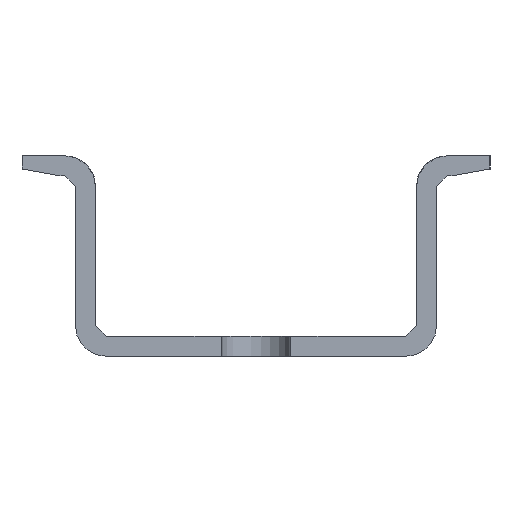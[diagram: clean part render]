
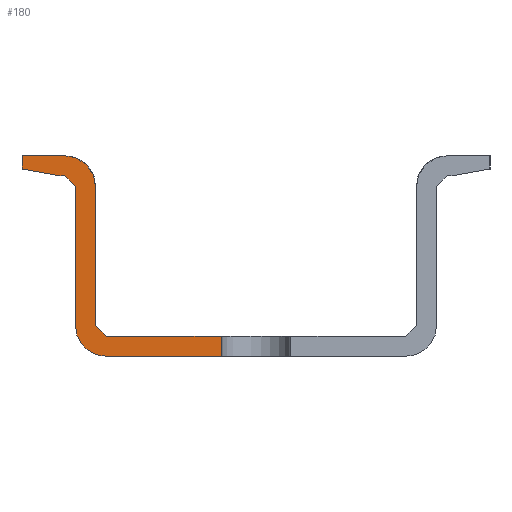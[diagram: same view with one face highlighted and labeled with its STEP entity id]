
A CAD part, left-side view. The second image highlights one B-rep face of the part: STEP entity #180.
In plain terms, the highlighted planar face has unit normal (-1, 0, 0).
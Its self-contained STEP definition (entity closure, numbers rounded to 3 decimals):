
#48=AXIS2_PLACEMENT_3D('Circle Axis2P3D',#46,#47,$) ;
#75=AXIS2_PLACEMENT_3D('Plane Axis2P3D',#72,#73,#74) ;
#41=CARTESIAN_POINT('Vertex',(0.,28.7,0.)) ;
#46=CARTESIAN_POINT('Axis2P3D Location',(0.,28.7,2.3)) ;
#50=CARTESIAN_POINT('Vertex',(0.,31.,2.3)) ;
#72=CARTESIAN_POINT('Axis2P3D Location',(0.,4.,0.)) ;
#77=CARTESIAN_POINT('Line Origine',(0.,17.5,1.5)) ;
#81=CARTESIAN_POINT('Vertex',(0.,20.1,1.5)) ;
#83=CARTESIAN_POINT('Vertex',(0.,28.7,1.5)) ;
#87=CARTESIAN_POINT('Control Point',(0.,28.7,1.5)) ;
#88=CARTESIAN_POINT('Control Point',(0.,29.014,1.5)) ;
#89=CARTESIAN_POINT('Control Point',(0.,29.332,1.668)) ;
#90=CARTESIAN_POINT('Control Point',(0.,29.5,1.986)) ;
#91=CARTESIAN_POINT('Control Point',(0.,29.5,2.3)) ;
#92=CARTESIAN_POINT('Vertex',(0.,29.5,2.3)) ;
#95=CARTESIAN_POINT('Line Origine',(0.,29.5,7.5)) ;
#99=CARTESIAN_POINT('Vertex',(0.,29.5,12.7)) ;
#103=CARTESIAN_POINT('Control Point',(0.,31.8,15.)) ;
#104=CARTESIAN_POINT('Control Point',(0.,31.077,15.)) ;
#105=CARTESIAN_POINT('Control Point',(0.,30.354,14.717)) ;
#106=CARTESIAN_POINT('Control Point',(0.,29.783,14.146)) ;
#107=CARTESIAN_POINT('Control Point',(0.,29.5,13.423)) ;
#108=CARTESIAN_POINT('Control Point',(0.,29.5,12.7)) ;
#109=CARTESIAN_POINT('Vertex',(0.,31.8,15.)) ;
#112=CARTESIAN_POINT('Line Origine',(0.,17.5,15.)) ;
#116=CARTESIAN_POINT('Vertex',(0.,35.,15.)) ;
#119=CARTESIAN_POINT('Line Origine',(0.,35.,7.5)) ;
#123=CARTESIAN_POINT('Vertex',(0.,35.,14.)) ;
#127=CARTESIAN_POINT('Control Point',(0.,35.,14.)) ;
#128=CARTESIAN_POINT('Control Point',(0.,32.164,13.5)) ;
#129=CARTESIAN_POINT('Vertex',(0.,32.164,13.5)) ;
#132=CARTESIAN_POINT('Line Origine',(0.,17.5,13.5)) ;
#136=CARTESIAN_POINT('Vertex',(0.,31.8,13.5)) ;
#140=CARTESIAN_POINT('Control Point',(0.,31.8,13.5)) ;
#141=CARTESIAN_POINT('Control Point',(0.,31.486,13.5)) ;
#142=CARTESIAN_POINT('Control Point',(0.,31.168,13.332)) ;
#143=CARTESIAN_POINT('Control Point',(0.,31.,13.014)) ;
#144=CARTESIAN_POINT('Control Point',(0.,31.,12.7)) ;
#145=CARTESIAN_POINT('Vertex',(0.,31.,12.7)) ;
#148=CARTESIAN_POINT('Line Origine',(0.,31.,7.5)) ;
#153=CARTESIAN_POINT('Line Origine',(0.,17.5,0.)) ;
#157=CARTESIAN_POINT('Vertex',(0.,20.1,0.)) ;
#160=CARTESIAN_POINT('Line Origine',(0.,20.1,7.5)) ;
#47=DIRECTION('Axis2P3D Direction',(1.,0.,0.)) ;
#73=DIRECTION('Axis2P3D Direction',(1.,0.,0.)) ;
#74=DIRECTION('Axis2P3D XDirection',(0.,1.,0.)) ;
#78=DIRECTION('Vector Direction',(0.,1.,0.)) ;
#96=DIRECTION('Vector Direction',(0.,0.,1.)) ;
#113=DIRECTION('Vector Direction',(0.,1.,0.)) ;
#120=DIRECTION('Vector Direction',(0.,0.,1.)) ;
#133=DIRECTION('Vector Direction',(0.,1.,0.)) ;
#149=DIRECTION('Vector Direction',(0.,0.,1.)) ;
#154=DIRECTION('Vector Direction',(0.,1.,0.)) ;
#161=DIRECTION('Vector Direction',(0.,0.,1.)) ;
#79=VECTOR('Line Direction',#78,1.) ;
#97=VECTOR('Line Direction',#96,1.) ;
#114=VECTOR('Line Direction',#113,1.) ;
#121=VECTOR('Line Direction',#120,1.) ;
#134=VECTOR('Line Direction',#133,1.) ;
#150=VECTOR('Line Direction',#149,1.) ;
#155=VECTOR('Line Direction',#154,1.) ;
#162=VECTOR('Line Direction',#161,1.) ;
#166=ORIENTED_EDGE('',*,*,#85,.T.) ;
#167=ORIENTED_EDGE('',*,*,#94,.T.) ;
#168=ORIENTED_EDGE('',*,*,#101,.F.) ;
#169=ORIENTED_EDGE('',*,*,#111,.F.) ;
#170=ORIENTED_EDGE('',*,*,#118,.T.) ;
#171=ORIENTED_EDGE('',*,*,#125,.F.) ;
#172=ORIENTED_EDGE('',*,*,#131,.T.) ;
#173=ORIENTED_EDGE('',*,*,#138,.T.) ;
#174=ORIENTED_EDGE('',*,*,#147,.T.) ;
#175=ORIENTED_EDGE('',*,*,#152,.F.) ;
#176=ORIENTED_EDGE('',*,*,#52,.F.) ;
#177=ORIENTED_EDGE('',*,*,#159,.F.) ;
#178=ORIENTED_EDGE('',*,*,#164,.F.) ;
#180=ADVANCED_FACE('K\X2\00F6\X0\rper.3',(#179),#76,.F.) ;
#86=B_SPLINE_CURVE_WITH_KNOTS('',4,(#87,#88,#89,#90,#91),.UNSPECIFIED.,.F.,.U.,(5,5),(3.77,5.027),.UNSPECIFIED.) ;
#102=B_SPLINE_CURVE_WITH_KNOTS('',5,(#103,#104,#105,#106,#107,#108),.UNSPECIFIED.,.F.,.U.,(6,6),(3.613,7.226),.UNSPECIFIED.) ;
#126=B_SPLINE_CURVE_WITH_KNOTS('',1,(#127,#128),.UNSPECIFIED.,.F.,.U.,(2,2),(-1.44,1.44),.UNSPECIFIED.) ;
#139=B_SPLINE_CURVE_WITH_KNOTS('',4,(#140,#141,#142,#143,#144),.UNSPECIFIED.,.F.,.U.,(5,5),(1.257,2.513),.UNSPECIFIED.) ;
#49=CIRCLE('generated circle',#48,2.3) ;
#52=EDGE_CURVE('',#42,#51,#49,.T.) ;
#85=EDGE_CURVE('',#82,#84,#80,.T.) ;
#94=EDGE_CURVE('',#84,#93,#86,.T.) ;
#101=EDGE_CURVE('',#100,#93,#98,.F.) ;
#111=EDGE_CURVE('',#110,#100,#102,.T.) ;
#118=EDGE_CURVE('',#110,#117,#115,.T.) ;
#125=EDGE_CURVE('',#124,#117,#122,.T.) ;
#131=EDGE_CURVE('',#124,#130,#126,.T.) ;
#138=EDGE_CURVE('',#130,#137,#135,.F.) ;
#147=EDGE_CURVE('',#137,#146,#139,.T.) ;
#152=EDGE_CURVE('',#51,#146,#151,.T.) ;
#159=EDGE_CURVE('',#158,#42,#156,.T.) ;
#164=EDGE_CURVE('',#82,#158,#163,.F.) ;
#165=EDGE_LOOP('',(#166,#167,#168,#169,#170,#171,#172,#173,#174,#175,#176,#177,#178)) ;
#179=FACE_OUTER_BOUND('',#165,.T.) ;
#80=LINE('Line',#77,#79) ;
#98=LINE('Line',#95,#97) ;
#115=LINE('Line',#112,#114) ;
#122=LINE('Line',#119,#121) ;
#135=LINE('Line',#132,#134) ;
#151=LINE('Line',#148,#150) ;
#156=LINE('Line',#153,#155) ;
#163=LINE('Line',#160,#162) ;
#76=PLANE('',#75) ;
#42=VERTEX_POINT('',#41) ;
#51=VERTEX_POINT('',#50) ;
#82=VERTEX_POINT('',#81) ;
#84=VERTEX_POINT('',#83) ;
#93=VERTEX_POINT('',#92) ;
#100=VERTEX_POINT('',#99) ;
#110=VERTEX_POINT('',#109) ;
#117=VERTEX_POINT('',#116) ;
#124=VERTEX_POINT('',#123) ;
#130=VERTEX_POINT('',#129) ;
#137=VERTEX_POINT('',#136) ;
#146=VERTEX_POINT('',#145) ;
#158=VERTEX_POINT('',#157) ;
